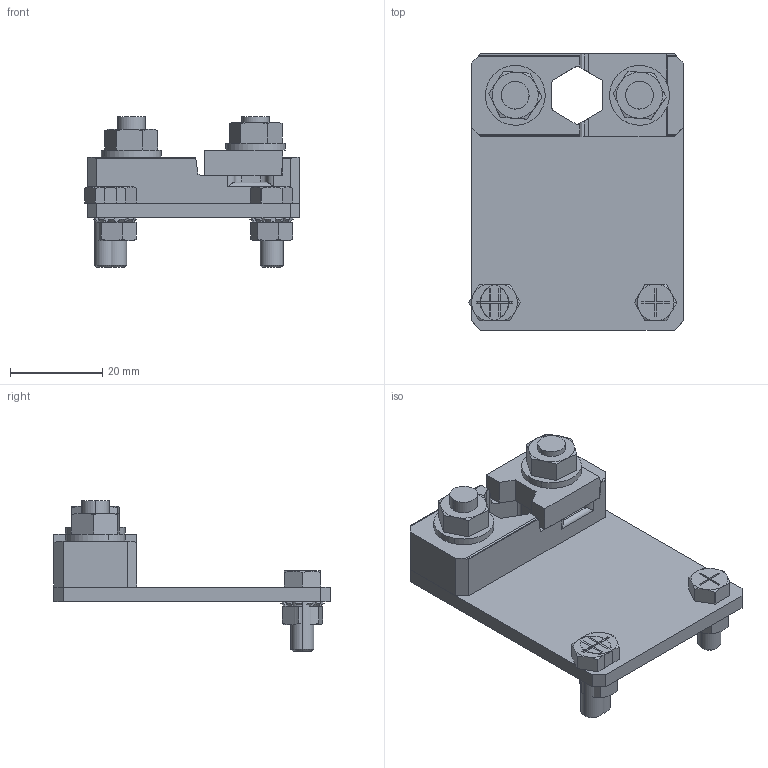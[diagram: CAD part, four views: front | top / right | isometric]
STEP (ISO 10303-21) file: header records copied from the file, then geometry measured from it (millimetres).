
FILE_DESCRIPTION (( 'STEP AP214' ), '1' );
FILE_NAME ('PR-D-30H-PU-N-_E.STEP', '2024-03-24T23:29:47', ( '1309' ), ( 'HP Inc.' ), 'SwSTEP 2.0', 'SolidWorks 2023', '' );
FILE_SCHEMA (( 'AUTOMOTIVE_DESIGN' ));
Length unit declared in the file: millimetre
Products named in the file (7): PR-D-30H-C; PR-D-30H-PU-A-N10; 六角ﾅｯﾄ ﾌﾗﾝｼﾞﾅｯﾄ M6; 歯付座金付六角ﾅｯﾄ 1種 M5_FNTLTW-STU-M5; PR-D-30H-PU-B-N1; 十字穴付き六角ｱﾌﾟｾｯﾄﾎﾞﾙﾄ M5×L_十字穴付き六角ｱﾌﾟｾｯﾄﾎﾞﾙﾄ M5×14; PR-D-30H-PU-N-_E
Assembly tree (11 placements, depth 2):
  PR-D-30H-PU-N-_E
    PR-D-30H-C
    PR-D-30H-PU-A-N10
    PR-D-30H-PU-B-N1
    十字穴付き六角ｱﾌﾟｾｯﾄﾎﾞﾙﾄ M5×L_十字穴付き六角ｱﾌﾟｾｯﾄﾎﾞﾙﾄ M5×14  x3
    六角ﾅｯﾄ ﾌﾗﾝｼﾞﾅｯﾄ M6  x2
    歯付座金付六角ﾅｯﾄ 1種 M5_FNTLTW-STU-M5  x3
Bounding box: 46.6 x 60 x 32.8 mm (x, y, z)
Volume: 18709.5 mm3; surface area: 14229.9 mm2
Topology: 11 solids, 11 shells, 585 faces, 1405 edges, 851 vertices
Faces by surface type: plane 277, cone 222, cylinder 80, torus 6
Entity records: 8266 total; most frequent: CARTESIAN_POINT 1544, DIRECTION 1406, ORIENTED_EDGE 1326, EDGE_CURVE 663, AXIS2_PLACEMENT_3D 501, VERTEX_POINT 411, VECTOR 404, LINE 404
